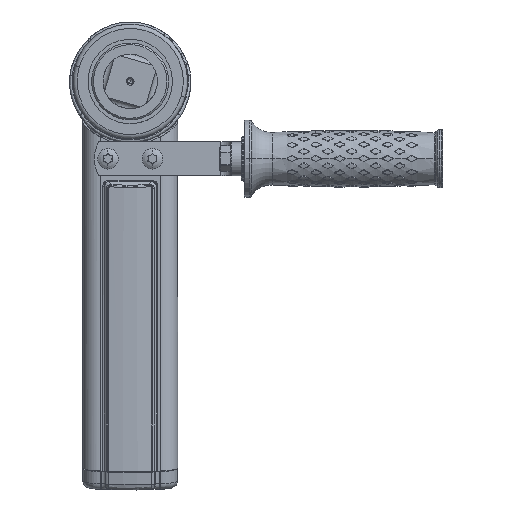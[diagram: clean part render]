
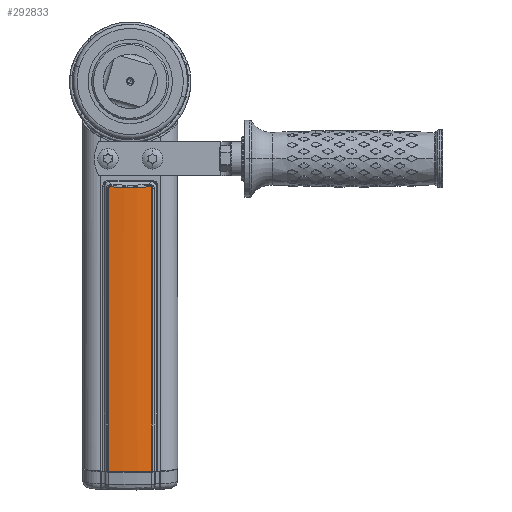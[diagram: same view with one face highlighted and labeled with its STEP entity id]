
A CAD part, top view. The second image highlights one B-rep face of the part: STEP entity #292833.
In plain terms, the highlighted cylindrical face has radius 86.25 mm (diameter 172.5 mm), a partial arc.
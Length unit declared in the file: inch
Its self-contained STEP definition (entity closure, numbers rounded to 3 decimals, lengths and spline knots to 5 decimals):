
#108089=DIRECTION('',(0.,-1.,0.));
#108090=VECTOR('',#108089,6.5104);
#108091=CARTESIAN_POINT('',(-0.50631,-2.44629,
0.25632));
#108092=LINE('',#108091,#108090);
#108093=CARTESIAN_POINT('',(-0.45627,-2.41151,
0.26348));
#108094=CARTESIAN_POINT('',(-0.45803,-2.41128,
0.26324));
#108095=CARTESIAN_POINT('',(-0.46142,-2.41093,
0.26278));
#108096=CARTESIAN_POINT('',(-0.46605,-2.41074,
0.26214));
#108097=CARTESIAN_POINT('',(-0.47027,-2.41082,
0.26155));
#108098=CARTESIAN_POINT('',(-0.47412,-2.41114,
0.26101));
#108099=CARTESIAN_POINT('',(-0.47763,-2.41166,
0.26052));
#108100=CARTESIAN_POINT('',(-0.48083,-2.41236,
0.26006));
#108101=CARTESIAN_POINT('',(-0.48375,-2.41321,
0.25964));
#108102=CARTESIAN_POINT('',(-0.4864,-2.41419,
0.25926));
#108103=CARTESIAN_POINT('',(-0.48883,-2.4153,
0.2589));
#108104=CARTESIAN_POINT('',(-0.49105,-2.41651,
0.25858));
#108105=CARTESIAN_POINT('',(-0.49308,-2.41782,
0.25828));
#108106=CARTESIAN_POINT('',(-0.49493,-2.41924,
0.25801));
#108107=CARTESIAN_POINT('',(-0.49664,-2.42075,
0.25776));
#108108=CARTESIAN_POINT('',(-0.49819,-2.42236,
0.25753));
#108109=CARTESIAN_POINT('',(-0.49961,-2.42408,
0.25732));
#108110=CARTESIAN_POINT('',(-0.5009,-2.42591,
0.25713));
#108111=CARTESIAN_POINT('',(-0.50207,-2.42786,
0.25695));
#108112=CARTESIAN_POINT('',(-0.50311,-2.42995,
0.2568));
#108113=CARTESIAN_POINT('',(-0.50403,-2.43218,
0.25666));
#108114=CARTESIAN_POINT('',(-0.50481,-2.43459,
0.25654));
#108115=CARTESIAN_POINT('',(-0.50545,-2.43718,
0.25645));
#108116=CARTESIAN_POINT('',(-0.50593,-2.43998,
0.25637));
#108117=CARTESIAN_POINT('',(-0.50624,-2.44299,
0.25633));
#108118=CARTESIAN_POINT('',(-0.50631,-2.44517,
0.25632));
#108119=CARTESIAN_POINT('',(-0.50631,-2.44629,
0.25632));
#108121=CARTESIAN_POINT('',(0.45627,-2.41151,
0.26348));
#108122=CARTESIAN_POINT('',(0.43593,-2.4142,
0.26624));
#108123=CARTESIAN_POINT('',(0.39526,-2.41919,
0.27138));
#108124=CARTESIAN_POINT('',(0.33436,-2.4256,
0.27796));
#108125=CARTESIAN_POINT('',(0.27352,-2.43093,
0.28342));
#108126=CARTESIAN_POINT('',(0.21273,-2.43518,
0.28779));
#108127=CARTESIAN_POINT('',(0.15196,-2.43837,
0.29105));
#108128=CARTESIAN_POINT('',(0.09119,-2.44048,
0.29323));
#108129=CARTESIAN_POINT('',(0.03042,-2.44154,
0.29432));
#108130=CARTESIAN_POINT('',(-0.03036,-2.44154,
0.29432));
#108131=CARTESIAN_POINT('',(-0.09114,-2.44048,
0.29323));
#108132=CARTESIAN_POINT('',(-0.15193,-2.43837,
0.29106));
#108133=CARTESIAN_POINT('',(-0.21272,-2.43518,
0.28779));
#108134=CARTESIAN_POINT('',(-0.27352,-2.43093,
0.28342));
#108135=CARTESIAN_POINT('',(-0.33437,-2.4256,
0.27796));
#108136=CARTESIAN_POINT('',(-0.39527,-2.41919,
0.27138));
#108137=CARTESIAN_POINT('',(-0.43593,-2.4142,
0.26624));
#108138=CARTESIAN_POINT('',(-0.45627,-2.41151,
0.26348));
#108140=CARTESIAN_POINT('',(0.50631,-2.44629,
0.25632));
#108141=CARTESIAN_POINT('',(0.50631,-2.44517,
0.25632));
#108142=CARTESIAN_POINT('',(0.50624,-2.443,
0.25633));
#108143=CARTESIAN_POINT('',(0.50593,-2.43998,
0.25637));
#108144=CARTESIAN_POINT('',(0.50545,-2.43719,
0.25645));
#108145=CARTESIAN_POINT('',(0.50481,-2.43459,
0.25654));
#108146=CARTESIAN_POINT('',(0.50403,-2.43219,
0.25666));
#108147=CARTESIAN_POINT('',(0.50311,-2.42995,
0.2568));
#108148=CARTESIAN_POINT('',(0.50207,-2.42786,
0.25695));
#108149=CARTESIAN_POINT('',(0.50091,-2.42591,
0.25713));
#108150=CARTESIAN_POINT('',(0.49961,-2.42408,
0.25732));
#108151=CARTESIAN_POINT('',(0.49819,-2.42236,
0.25753));
#108152=CARTESIAN_POINT('',(0.49664,-2.42075,
0.25776));
#108153=CARTESIAN_POINT('',(0.49494,-2.41924,
0.25801));
#108154=CARTESIAN_POINT('',(0.49308,-2.41782,
0.25828));
#108155=CARTESIAN_POINT('',(0.49105,-2.41651,
0.25858));
#108156=CARTESIAN_POINT('',(0.48883,-2.4153,
0.2589));
#108157=CARTESIAN_POINT('',(0.4864,-2.41419,
0.25926));
#108158=CARTESIAN_POINT('',(0.48375,-2.41321,
0.25964));
#108159=CARTESIAN_POINT('',(0.48083,-2.41236,
0.26006));
#108160=CARTESIAN_POINT('',(0.47763,-2.41166,
0.26052));
#108161=CARTESIAN_POINT('',(0.47412,-2.41114,
0.26101));
#108162=CARTESIAN_POINT('',(0.47027,-2.41082,
0.26155));
#108163=CARTESIAN_POINT('',(0.46605,-2.41074,
0.26214));
#108164=CARTESIAN_POINT('',(0.46142,-2.41093,
0.26278));
#108165=CARTESIAN_POINT('',(0.45803,-2.41128,
0.26324));
#108166=CARTESIAN_POINT('',(0.45627,-2.41151,
0.26348));
#108168=DIRECTION('',(0.,1.,0.));
#108169=VECTOR('',#108168,6.5104);
#108170=CARTESIAN_POINT('',(0.50631,-8.95669,
0.25632));
#108171=LINE('',#108170,#108169);
#108181=CARTESIAN_POINT('',(0.,-8.95669,-3.1014));
#108182=DIRECTION('',(0.,-1.,0.));
#108183=DIRECTION('',(0.149,0.,0.989));
#108184=AXIS2_PLACEMENT_3D('',#108181,#108182,#108183);
#130547=CARTESIAN_POINT('',(0.50631,-8.95669,
0.25632));
#130548=CARTESIAN_POINT('',(-0.50631,-8.95669,
0.25632));
#130549=VERTEX_POINT('',#130547);
#130550=VERTEX_POINT('',#130548);
#130555=VERTEX_POINT('',#108093);
#130556=VERTEX_POINT('',#108119);
#130557=VERTEX_POINT('',#108121);
#130558=VERTEX_POINT('',#108140);
#292815=CARTESIAN_POINT('',(0.,-2.22834,-3.1014));
#292816=DIRECTION('',(0.,-1.,0.));
#292817=DIRECTION('',(1.,0.,0.));
#292818=AXIS2_PLACEMENT_3D('',#292815,#292816,#292817);
#292819=CYLINDRICAL_SURFACE('',#292818,3.39567);
#292821=ORIENTED_EDGE('',*,*,#292820,.T.);
#292823=ORIENTED_EDGE('',*,*,#292822,.F.);
#292825=ORIENTED_EDGE('',*,*,#292824,.F.);
#292826=ORIENTED_EDGE('',*,*,#292798,.F.);
#292828=ORIENTED_EDGE('',*,*,#292827,.F.);
#292830=ORIENTED_EDGE('',*,*,#292829,.F.);
#292831=EDGE_LOOP('',(#292821,#292823,#292825,#292826,#292828,#292830));
#292832=FACE_OUTER_BOUND('',#292831,.F.);
#292833=ADVANCED_FACE('',(#292832),#292819,.T.);
#108120=B_SPLINE_CURVE_WITH_KNOTS('',3,(#108093,#108094,#108095,#108096,#108097,
#108098,#108099,#108100,#108101,#108102,#108103,#108104,#108105,#108106,#108107,
#108108,#108109,#108110,#108111,#108112,#108113,#108114,#108115,#108116,#108117,
#108118,#108119),.UNSPECIFIED.,.F.,.F.,(4,1,1,1,1,1,1,1,1,1,1,1,1,1,1,1,1,1,1,1,
1,1,1,1,4),(0.,0.04167,0.08333,0.125,0.16667,
0.20833,0.25,0.29167,0.33333,0.375,
0.41667,0.45833,0.5,0.54167,0.58333,
0.625,0.66667,0.70833,0.75,0.79167,
0.83333,0.875,0.91667,0.95833,1.),
.UNSPECIFIED.);
#108139=B_SPLINE_CURVE_WITH_KNOTS('',3,(#108121,#108122,#108123,#108124,#108125,
#108126,#108127,#108128,#108129,#108130,#108131,#108132,#108133,#108134,#108135,
#108136,#108137,#108138),.UNSPECIFIED.,.F.,.F.,(4,1,1,1,1,1,1,1,1,1,1,1,1,1,1,
4),(0.,0.06667,0.13333,0.2,0.26667,
0.33333,0.4,0.46667,0.53333,0.6,
0.66667,0.73333,0.8,0.86667,0.93333,
1.),.UNSPECIFIED.);
#108167=B_SPLINE_CURVE_WITH_KNOTS('',3,(#108140,#108141,#108142,#108143,#108144,
#108145,#108146,#108147,#108148,#108149,#108150,#108151,#108152,#108153,#108154,
#108155,#108156,#108157,#108158,#108159,#108160,#108161,#108162,#108163,#108164,
#108165,#108166),.UNSPECIFIED.,.F.,.F.,(4,1,1,1,1,1,1,1,1,1,1,1,1,1,1,1,1,1,1,1,
1,1,1,1,4),(0.,0.04167,0.08333,0.125,0.16667,
0.20833,0.25,0.29167,0.33333,0.375,
0.41667,0.45833,0.5,0.54167,0.58333,
0.625,0.66667,0.70833,0.75,0.79167,
0.83333,0.875,0.91667,0.95833,1.),
.UNSPECIFIED.);
#108185=CIRCLE('',#108184,3.39567);
#292798=EDGE_CURVE('',#130557,#130555,#108139,.T.);
#292820=EDGE_CURVE('',#130549,#130550,#108185,.T.);
#292822=EDGE_CURVE('',#130556,#130550,#108092,.T.);
#292824=EDGE_CURVE('',#130555,#130556,#108120,.T.);
#292827=EDGE_CURVE('',#130558,#130557,#108167,.T.);
#292829=EDGE_CURVE('',#130549,#130558,#108171,.T.);
